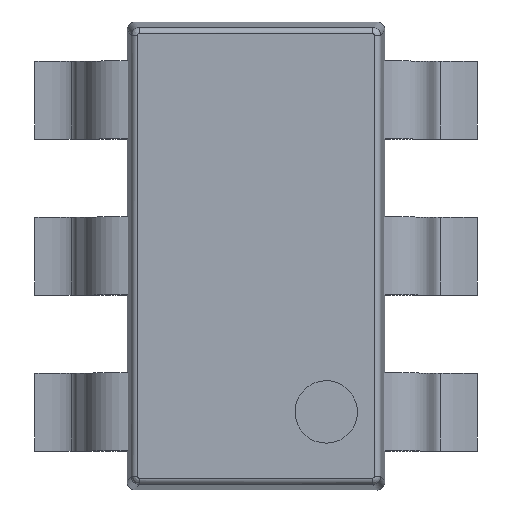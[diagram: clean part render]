
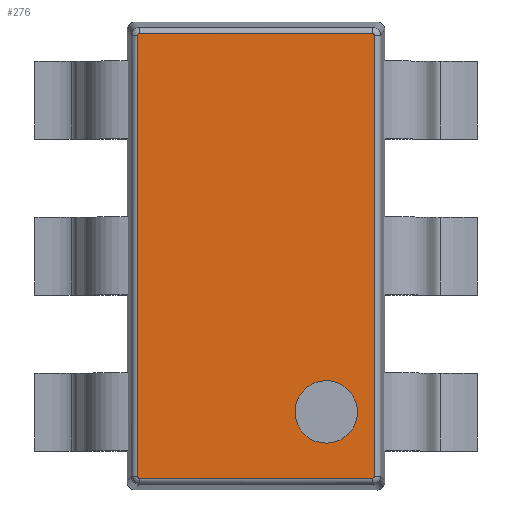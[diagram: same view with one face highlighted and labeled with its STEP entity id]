
A CAD part, top view. The second image highlights one B-rep face of the part: STEP entity #276.
In plain terms, the highlighted planar face has unit normal (0, 0, 1).
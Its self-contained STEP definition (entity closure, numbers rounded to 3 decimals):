
#55=FACE_BOUND('',#431,.T.);
#65=B_SPLINE_CURVE_WITH_KNOTS('',1,(#1566,#1567),.UNSPECIFIED.,.F.,.F.,(2,
2),(-0.004,2.825),.UNSPECIFIED.);
#276=ADVANCED_FACE('',(#353,#55),#1155,.T.);
#353=FACE_OUTER_BOUND('',#430,.T.);
#430=EDGE_LOOP('',(#556,#557,#558,#559,#560,#561,#562,#563));
#431=EDGE_LOOP('',(#564));
#556=ORIENTED_EDGE('',*,*,#836,.T.);
#557=ORIENTED_EDGE('',*,*,#849,.T.);
#558=ORIENTED_EDGE('',*,*,#844,.T.);
#559=ORIENTED_EDGE('',*,*,#853,.T.);
#560=ORIENTED_EDGE('',*,*,#851,.F.);
#561=ORIENTED_EDGE('',*,*,#859,.T.);
#562=ORIENTED_EDGE('',*,*,#856,.T.);
#563=ORIENTED_EDGE('',*,*,#841,.T.);
#564=ORIENTED_EDGE('',*,*,#890,.F.);
#836=EDGE_CURVE('',#1055,#1056,#65,.T.);
#841=EDGE_CURVE('',#1059,#1055,#994,.T.);
#844=EDGE_CURVE('',#1060,#1061,#997,.T.);
#849=EDGE_CURVE('',#1056,#1060,#1002,.T.);
#851=EDGE_CURVE('',#1057,#1062,#1004,.T.);
#853=EDGE_CURVE('',#1061,#1062,#1006,.T.);
#856=EDGE_CURVE('',#1058,#1059,#1009,.T.);
#859=EDGE_CURVE('',#1057,#1058,#1012,.T.);
#890=EDGE_CURVE('',#1085,#1085,#1043,.T.);
#994=(
BOUNDED_CURVE()
B_SPLINE_CURVE(3,(#1576,#1577,#1578,#1579,#1580),.UNSPECIFIED.,.F.,.F.)
B_SPLINE_CURVE_WITH_KNOTS((4,1,4),(0.002,0.009,
0.017),.UNSPECIFIED.)
CURVE()
GEOMETRIC_REPRESENTATION_ITEM()
RATIONAL_B_SPLINE_CURVE((1.,1.,1.,1.,1.))
REPRESENTATION_ITEM('')
);
#997=(
BOUNDED_CURVE()
B_SPLINE_CURVE(1,(#1589,#1590),.UNSPECIFIED.,.F.,.F.)
B_SPLINE_CURVE_WITH_KNOTS((2,2),(-0.003,1.496),
 .UNSPECIFIED.)
CURVE()
GEOMETRIC_REPRESENTATION_ITEM()
RATIONAL_B_SPLINE_CURVE((1.,1.))
REPRESENTATION_ITEM('')
);
#1002=(
BOUNDED_CURVE()
B_SPLINE_CURVE(3,(#1602,#1603,#1604,#1605,#1606),.UNSPECIFIED.,.F.,.F.)
B_SPLINE_CURVE_WITH_KNOTS((4,1,4),(0.002,0.01,
0.018),.UNSPECIFIED.)
CURVE()
GEOMETRIC_REPRESENTATION_ITEM()
RATIONAL_B_SPLINE_CURVE((1.,1.,1.,1.,1.))
REPRESENTATION_ITEM('')
);
#1004=(
BOUNDED_CURVE()
B_SPLINE_CURVE(1,(#1612,#1613),.UNSPECIFIED.,.F.,.F.)
B_SPLINE_CURVE_WITH_KNOTS((2,2),(-0.004,2.825),
 .UNSPECIFIED.)
CURVE()
GEOMETRIC_REPRESENTATION_ITEM()
RATIONAL_B_SPLINE_CURVE((1.,1.))
REPRESENTATION_ITEM('')
);
#1006=(
BOUNDED_CURVE()
B_SPLINE_CURVE(3,(#1617,#1618,#1619,#1620,#1621),.UNSPECIFIED.,.F.,.F.)
B_SPLINE_CURVE_WITH_KNOTS((4,1,4),(0.002,0.009,
0.017),.UNSPECIFIED.)
CURVE()
GEOMETRIC_REPRESENTATION_ITEM()
RATIONAL_B_SPLINE_CURVE((1.,1.,1.,1.,1.))
REPRESENTATION_ITEM('')
);
#1009=(
BOUNDED_CURVE()
B_SPLINE_CURVE(1,(#1630,#1631),.UNSPECIFIED.,.F.,.F.)
B_SPLINE_CURVE_WITH_KNOTS((2,2),(-0.003,1.496),
 .UNSPECIFIED.)
CURVE()
GEOMETRIC_REPRESENTATION_ITEM()
RATIONAL_B_SPLINE_CURVE((1.,1.))
REPRESENTATION_ITEM('')
);
#1012=(
BOUNDED_CURVE()
B_SPLINE_CURVE(3,(#1637,#1638,#1639,#1640,#1641),.UNSPECIFIED.,.F.,.F.)
B_SPLINE_CURVE_WITH_KNOTS((4,1,4),(0.002,0.01,
0.018),.UNSPECIFIED.)
CURVE()
GEOMETRIC_REPRESENTATION_ITEM()
RATIONAL_B_SPLINE_CURVE((1.,1.,1.,1.,1.))
REPRESENTATION_ITEM('')
);
#1043=(
BOUNDED_CURVE()
B_SPLINE_CURVE(2,(#1738,#1739,#1740,#1741,#1742,#1743,#1744,#1745,#1746),
 .UNSPECIFIED.,.T.,.F.)
B_SPLINE_CURVE_WITH_KNOTS((3,2,2,2,3),(0.,0.314,0.628,
0.942,1.257),.UNSPECIFIED.)
CURVE()
GEOMETRIC_REPRESENTATION_ITEM()
RATIONAL_B_SPLINE_CURVE((1.,0.707,1.,0.707,1.,0.707,
1.,0.707,1.))
REPRESENTATION_ITEM('')
);
#1055=VERTEX_POINT('',#1491);
#1056=VERTEX_POINT('',#1492);
#1057=VERTEX_POINT('',#1493);
#1058=VERTEX_POINT('',#1494);
#1059=VERTEX_POINT('',#1495);
#1060=VERTEX_POINT('',#1496);
#1061=VERTEX_POINT('',#1497);
#1062=VERTEX_POINT('',#1498);
#1085=VERTEX_POINT('',#1521);
#1155=PLANE('',#1198);
#1198=AXIS2_PLACEMENT_3D('',#1311,#1225,$);
#1225=DIRECTION('',(0.,0.,1.));
#1311=CARTESIAN_POINT('',(-0.797,-1.5,1.205));
#1491=CARTESIAN_POINT('',(-0.759,1.414,1.205));
#1492=CARTESIAN_POINT('',(-0.759,-1.414,1.205));
#1493=CARTESIAN_POINT('',(0.759,1.414,1.205));
#1494=CARTESIAN_POINT('',(0.749,1.424,1.205));
#1495=CARTESIAN_POINT('',(-0.749,1.424,1.205));
#1496=CARTESIAN_POINT('',(-0.749,-1.424,1.205));
#1497=CARTESIAN_POINT('',(0.749,-1.424,1.205));
#1498=CARTESIAN_POINT('',(0.759,-1.414,1.205));
#1521=CARTESIAN_POINT('',(0.45,-0.8,1.205));
#1566=CARTESIAN_POINT('',(-0.759,1.414,1.205));
#1567=CARTESIAN_POINT('',(-0.759,-1.414,1.205));
#1576=CARTESIAN_POINT('',(-0.749,1.424,1.205));
#1577=CARTESIAN_POINT('',(-0.752,1.424,1.205));
#1578=CARTESIAN_POINT('',(-0.757,1.422,1.205));
#1579=CARTESIAN_POINT('',(-0.759,1.417,1.205));
#1580=CARTESIAN_POINT('',(-0.759,1.414,1.205));
#1589=CARTESIAN_POINT('',(-0.749,-1.424,1.205));
#1590=CARTESIAN_POINT('',(0.749,-1.424,1.205));
#1602=CARTESIAN_POINT('',(-0.759,-1.414,1.205));
#1603=CARTESIAN_POINT('',(-0.759,-1.417,1.205));
#1604=CARTESIAN_POINT('',(-0.757,-1.422,1.205));
#1605=CARTESIAN_POINT('',(-0.752,-1.424,1.205));
#1606=CARTESIAN_POINT('',(-0.749,-1.424,1.205));
#1612=CARTESIAN_POINT('',(0.759,1.414,1.205));
#1613=CARTESIAN_POINT('',(0.759,-1.414,1.205));
#1617=CARTESIAN_POINT('',(0.749,-1.424,1.205));
#1618=CARTESIAN_POINT('',(0.752,-1.424,1.205));
#1619=CARTESIAN_POINT('',(0.757,-1.422,1.205));
#1620=CARTESIAN_POINT('',(0.759,-1.417,1.205));
#1621=CARTESIAN_POINT('',(0.759,-1.414,1.205));
#1630=CARTESIAN_POINT('',(0.749,1.424,1.205));
#1631=CARTESIAN_POINT('',(-0.749,1.424,1.205));
#1637=CARTESIAN_POINT('',(0.759,1.414,1.205));
#1638=CARTESIAN_POINT('',(0.759,1.417,1.205));
#1639=CARTESIAN_POINT('',(0.757,1.422,1.205));
#1640=CARTESIAN_POINT('',(0.752,1.424,1.205));
#1641=CARTESIAN_POINT('',(0.749,1.424,1.205));
#1738=CARTESIAN_POINT('',(0.45,-0.8,1.205));
#1739=CARTESIAN_POINT('',(0.25,-0.8,1.205));
#1740=CARTESIAN_POINT('',(0.25,-1.,1.205));
#1741=CARTESIAN_POINT('',(0.25,-1.2,1.205));
#1742=CARTESIAN_POINT('',(0.45,-1.2,1.205));
#1743=CARTESIAN_POINT('',(0.65,-1.2,1.205));
#1744=CARTESIAN_POINT('',(0.65,-1.,1.205));
#1745=CARTESIAN_POINT('',(0.65,-0.8,1.205));
#1746=CARTESIAN_POINT('',(0.45,-0.8,1.205));
